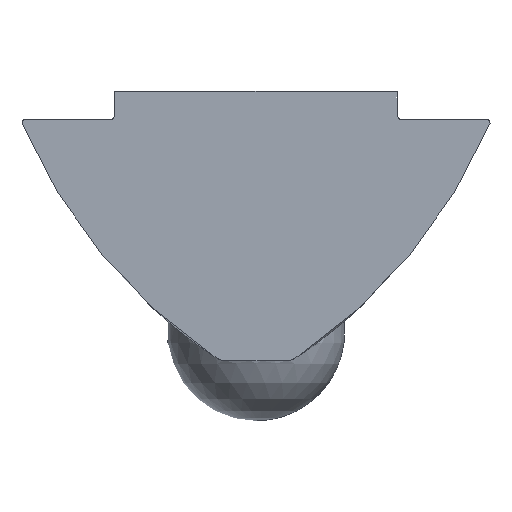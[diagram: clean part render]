
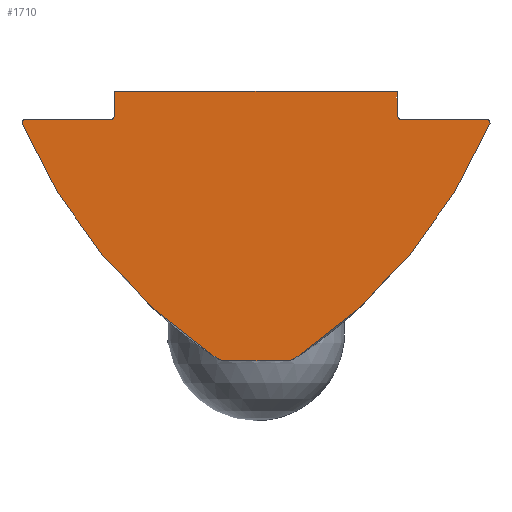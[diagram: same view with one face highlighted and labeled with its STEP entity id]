
A CAD part, front view. The second image highlights one B-rep face of the part: STEP entity #1710.
In plain terms, the highlighted planar face has unit normal (0, -1, 0).
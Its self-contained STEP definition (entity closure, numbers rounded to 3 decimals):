
#84=CARTESIAN_POINT('',(-2.65,0.0,0.0));
#85=VERTEX_POINT('',#84);
#92=CARTESIAN_POINT('',(-2.6,0.0,-0.05));
#93=VERTEX_POINT('',#92);
#94=CARTESIAN_POINT('',(-2.65,0.0,-0.05));
#95=DIRECTION('',(0.0,1.0,0.0));
#96=DIRECTION('',(0.707,0.0,0.707));
#97=AXIS2_PLACEMENT_3D('',#94,#95,#96);
#98=CIRCLE('',#97,0.05);
#99=EDGE_CURVE('',#85,#93,#98,.T.);
#124=CARTESIAN_POINT('',(-10.55,0.0,0.0));
#125=VERTEX_POINT('',#124);
#132=CARTESIAN_POINT('',(-10.55,0.0,0.0));
#133=DIRECTION('',(1.0,0.0,0.0));
#134=VECTOR('',#133,7.9);
#135=LINE('',#132,#134);
#136=EDGE_CURVE('',#125,#85,#135,.T.);
#287=CARTESIAN_POINT('',(-10.6,0.0,-0.05));
#288=VERTEX_POINT('',#287);
#295=CARTESIAN_POINT('',(-10.55,0.0,-0.05));
#296=DIRECTION('',(0.0,1.0,0.0));
#297=DIRECTION('',(-0.707,0.0,0.707));
#298=AXIS2_PLACEMENT_3D('',#295,#296,#297);
#299=CIRCLE('',#298,0.05);
#300=EDGE_CURVE('',#288,#125,#299,.T.);
#1170=CARTESIAN_POINT('',(-7.728,0.0,-7.516));
#1171=VERTEX_POINT('',#1170);
#1178=CARTESIAN_POINT('',(-13.2,0.0,-0.9));
#1179=VERTEX_POINT('',#1178);
#1180=CARTESIAN_POINT('',(0.611,0.0,4.953));
#1181=DIRECTION('',(0.0,1.0,0.0));
#1182=DIRECTION('',(-0.556,0.0,-0.831));
#1183=AXIS2_PLACEMENT_3D('',#1180,#1181,#1182);
#1184=CIRCLE('',#1183,15.);
#1185=EDGE_CURVE('',#1171,#1179,#1184,.T.);
#1320=CARTESIAN_POINT('',(0.0,0.0,-0.9));
#1321=VERTEX_POINT('',#1320);
#1328=CARTESIAN_POINT('',(-5.472,0.0,-7.516));
#1329=VERTEX_POINT('',#1328);
#1330=CARTESIAN_POINT('',(-13.811,0.0,4.953));
#1331=DIRECTION('',(0.0,1.0,0.0));
#1332=DIRECTION('',(0.921,0.0,-0.39));
#1333=AXIS2_PLACEMENT_3D('',#1330,#1331,#1332);
#1334=CIRCLE('',#1333,15.);
#1335=EDGE_CURVE('',#1321,#1329,#1334,.T.);
#1443=CARTESIAN_POINT('',(-10.6,0.0,-0.7));
#1444=VERTEX_POINT('',#1443);
#1451=CARTESIAN_POINT('',(-10.6,0.0,-0.7));
#1452=DIRECTION('',(0.0,0.0,1.0));
#1453=VECTOR('',#1452,0.65);
#1454=LINE('',#1451,#1453);
#1455=EDGE_CURVE('',#1444,#288,#1454,.T.);
#1465=CARTESIAN_POINT('',(-10.7,0.0,-0.8));
#1466=VERTEX_POINT('',#1465);
#1467=CARTESIAN_POINT('',(-10.7,0.0,-0.7));
#1468=DIRECTION('',(0.0,-1.0,0.0));
#1469=DIRECTION('',(-1.0,0.0,0.0));
#1470=AXIS2_PLACEMENT_3D('',#1467,#1468,#1469);
#1471=CIRCLE('',#1470,0.1);
#1472=EDGE_CURVE('',#1466,#1444,#1471,.T.);
#1490=CARTESIAN_POINT('',(-13.1,0.0,-0.8));
#1491=VERTEX_POINT('',#1490);
#1492=CARTESIAN_POINT('',(-13.1,0.0,-0.8));
#1493=DIRECTION('',(1.0,0.0,0.0));
#1494=VECTOR('',#1493,2.4);
#1495=LINE('',#1492,#1494);
#1496=EDGE_CURVE('',#1491,#1466,#1495,.T.);
#1514=CARTESIAN_POINT('',(-13.1,0.0,-0.9));
#1515=DIRECTION('',(0.0,1.0,0.0));
#1516=DIRECTION('',(-1.0,0.0,0.0));
#1517=AXIS2_PLACEMENT_3D('',#1514,#1515,#1516);
#1518=CIRCLE('',#1517,0.1);
#1519=EDGE_CURVE('',#1179,#1491,#1518,.T.);
#1533=CARTESIAN_POINT('',(-7.45,0.0,-7.6));
#1534=VERTEX_POINT('',#1533);
#1541=CARTESIAN_POINT('',(-7.45,0.0,-7.1));
#1542=DIRECTION('',(0.0,1.0,0.0));
#1543=DIRECTION('',(0.0,0.0,-1.0));
#1544=AXIS2_PLACEMENT_3D('',#1541,#1542,#1543);
#1545=CIRCLE('',#1544,0.5);
#1546=EDGE_CURVE('',#1534,#1171,#1545,.T.);
#1559=CARTESIAN_POINT('',(-5.75,0.0,-7.6));
#1560=VERTEX_POINT('',#1559);
#1567=CARTESIAN_POINT('',(-5.75,0.0,-7.6));
#1568=DIRECTION('',(-1.0,0.0,0.0));
#1569=VECTOR('',#1568,1.699);
#1570=LINE('',#1567,#1569);
#1571=EDGE_CURVE('',#1560,#1534,#1570,.T.);
#1584=CARTESIAN_POINT('',(-5.75,0.0,-7.1));
#1585=DIRECTION('',(0.0,1.0,0.0));
#1586=DIRECTION('',(0.556,0.0,-0.831));
#1587=AXIS2_PLACEMENT_3D('',#1584,#1585,#1586);
#1588=CIRCLE('',#1587,0.5);
#1589=EDGE_CURVE('',#1329,#1560,#1588,.T.);
#1601=CARTESIAN_POINT('',(-0.1,0.0,-0.8));
#1602=VERTEX_POINT('',#1601);
#1603=CARTESIAN_POINT('',(-0.1,0.0,-0.9));
#1604=DIRECTION('',(0.0,1.0,0.0));
#1605=DIRECTION('',(0.0,0.0,1.0));
#1606=AXIS2_PLACEMENT_3D('',#1603,#1604,#1605);
#1607=CIRCLE('',#1606,0.1);
#1608=EDGE_CURVE('',#1602,#1321,#1607,.T.);
#1626=CARTESIAN_POINT('',(-2.5,0.0,-0.8));
#1627=VERTEX_POINT('',#1626);
#1628=CARTESIAN_POINT('',(-2.5,0.0,-0.8));
#1629=DIRECTION('',(1.0,0.0,0.0));
#1630=VECTOR('',#1629,2.4);
#1631=LINE('',#1628,#1630);
#1632=EDGE_CURVE('',#1627,#1602,#1631,.T.);
#1650=CARTESIAN_POINT('',(-2.6,0.0,-0.7));
#1651=VERTEX_POINT('',#1650);
#1652=CARTESIAN_POINT('',(-2.5,0.0,-0.7));
#1653=DIRECTION('',(0.0,-1.0,0.0));
#1654=DIRECTION('',(0.0,0.0,1.0));
#1655=AXIS2_PLACEMENT_3D('',#1652,#1653,#1654);
#1656=CIRCLE('',#1655,0.1);
#1657=EDGE_CURVE('',#1651,#1627,#1656,.T.);
#1676=CARTESIAN_POINT('',(-2.6,0.0,-0.05));
#1677=DIRECTION('',(0.0,0.0,-1.0));
#1678=VECTOR('',#1677,0.65);
#1679=LINE('',#1676,#1678);
#1680=EDGE_CURVE('',#93,#1651,#1679,.T.);
#1687=CARTESIAN_POINT('',(-6.6,0.0,-2.658));
#1688=DIRECTION('',(0.0,1.0,0.0));
#1689=DIRECTION('',(0.0,0.0,1.0));
#1690=AXIS2_PLACEMENT_3D('',#1687,#1688,#1689);
#1691=PLANE('',#1690);
#1692=ORIENTED_EDGE('',*,*,#99,.F.);
#1693=ORIENTED_EDGE('',*,*,#136,.F.);
#1694=ORIENTED_EDGE('',*,*,#300,.F.);
#1695=ORIENTED_EDGE('',*,*,#1455,.F.);
#1696=ORIENTED_EDGE('',*,*,#1472,.F.);
#1697=ORIENTED_EDGE('',*,*,#1496,.F.);
#1698=ORIENTED_EDGE('',*,*,#1519,.F.);
#1699=ORIENTED_EDGE('',*,*,#1185,.F.);
#1700=ORIENTED_EDGE('',*,*,#1546,.F.);
#1701=ORIENTED_EDGE('',*,*,#1571,.F.);
#1702=ORIENTED_EDGE('',*,*,#1589,.F.);
#1703=ORIENTED_EDGE('',*,*,#1335,.F.);
#1704=ORIENTED_EDGE('',*,*,#1608,.F.);
#1705=ORIENTED_EDGE('',*,*,#1632,.F.);
#1706=ORIENTED_EDGE('',*,*,#1657,.F.);
#1707=ORIENTED_EDGE('',*,*,#1680,.F.);
#1708=EDGE_LOOP('',(#1692,#1693,#1694,#1695,#1696,#1697,#1698,#1699,#1700,#1701,#1702,#1703,#1704,#1705,#1706,#1707));
#1709=FACE_OUTER_BOUND('',#1708,.T.);
#1710=ADVANCED_FACE('',(#1709),#1691,.F.);
